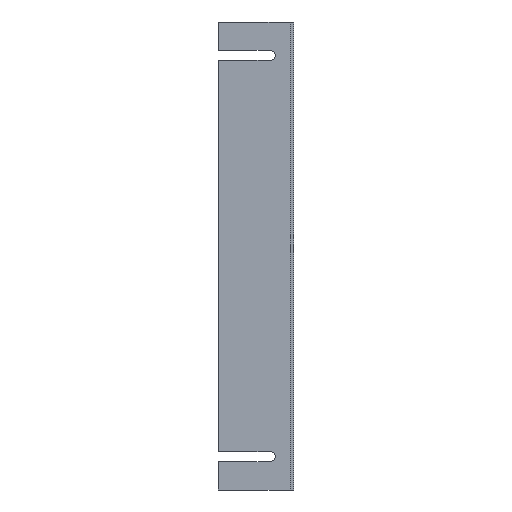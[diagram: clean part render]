
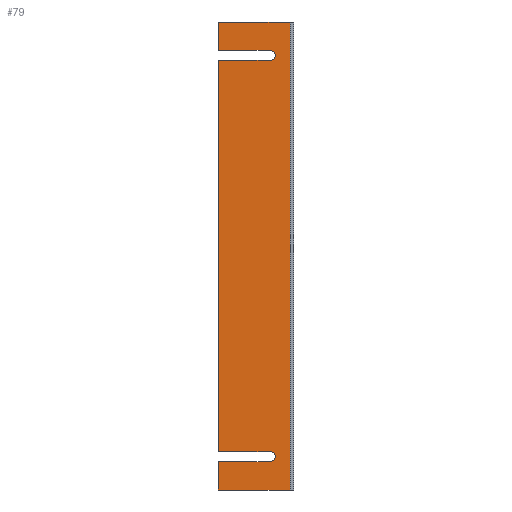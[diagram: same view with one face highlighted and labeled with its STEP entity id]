
A CAD part, left-side view. The second image highlights one B-rep face of the part: STEP entity #79.
In plain terms, the highlighted planar face has unit normal (-1, 0, 0).
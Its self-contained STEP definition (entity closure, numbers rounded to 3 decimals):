
#17 = DIRECTION ( 'NONE',  ( -1., 0., 0. ) ) ;
#20 = CARTESIAN_POINT ( 'NONE',  ( 140.814, 166.826, 23. ) ) ;
#24 = CARTESIAN_POINT ( 'NONE',  ( 140.814, 166.826, 257. ) ) ;
#32 = EDGE_CURVE ( 'NONE', #284, #225, #240, .T. ) ;
#45 = EDGE_CURVE ( 'NONE', #75, #368, #177, .T. ) ;
#48 = VERTEX_POINT ( 'NONE', #258 ) ;
#58 = ORIENTED_EDGE ( 'NONE', *, *, #342, .F. ) ;
#59 = DIRECTION ( 'NONE',  ( 0., 0., -1. ) ) ;
#75 = VERTEX_POINT ( 'NONE', #425 ) ;
#79 = ADVANCED_FACE ( 'NONE', ( #443 ), #168, .F. ) ;
#82 = VERTEX_POINT ( 'NONE', #613 ) ;
#83 = VECTOR ( 'NONE', #615, 1000. ) ;
#84 = LINE ( 'NONE', #569, #410 ) ;
#103 = CARTESIAN_POINT ( 'NONE',  ( 140.814, 166.826, 280. ) ) ;
#104 = LINE ( 'NONE', #128, #83 ) ;
#114 = VECTOR ( 'NONE', #560, 1000. ) ;
#123 = VECTOR ( 'NONE', #506, 1000. ) ;
#127 = EDGE_CURVE ( 'NONE', #284, #358, #104, .T. ) ;
#128 = CARTESIAN_POINT ( 'NONE',  ( 140.814, 135.826, 257. ) ) ;
#130 = VERTEX_POINT ( 'NONE', #438 ) ;
#137 = LINE ( 'NONE', #413, #572 ) ;
#145 = ORIENTED_EDGE ( 'NONE', *, *, #127, .F. ) ;
#146 = EDGE_CURVE ( 'NONE', #48, #130, #244, .T. ) ;
#149 = CARTESIAN_POINT ( 'NONE',  ( 140.814, 135.826, 17. ) ) ;
#153 = CARTESIAN_POINT ( 'NONE',  ( 140.814, 135.826, 23. ) ) ;
#157 = CARTESIAN_POINT ( 'NONE',  ( 140.814, 123.826, 280. ) ) ;
#158 = AXIS2_PLACEMENT_3D ( 'NONE', #274, #172, #440 ) ;
#168 = PLANE ( 'NONE',  #158 ) ;
#169 = LINE ( 'NONE', #103, #114 ) ;
#172 = DIRECTION ( 'NONE',  ( 1., 0., 0. ) ) ;
#173 = AXIS2_PLACEMENT_3D ( 'NONE', #363, #17, #312 ) ;
#175 = VECTOR ( 'NONE', #59, 1000. ) ;
#176 = EDGE_LOOP ( 'NONE', ( #503, #145, #484, #311, #58, #178, #221, #301, #365, #585, #549, #387 ) ) ;
#177 = LINE ( 'NONE', #349, #175 ) ;
#178 = ORIENTED_EDGE ( 'NONE', *, *, #437, .F. ) ;
#189 = VECTOR ( 'NONE', #552, 1000. ) ;
#208 = DIRECTION ( 'NONE',  ( 0., 0., 1. ) ) ;
#215 = VERTEX_POINT ( 'NONE', #364 ) ;
#216 = CIRCLE ( 'NONE', #333, 3. ) ;
#221 = ORIENTED_EDGE ( 'NONE', *, *, #45, .T. ) ;
#225 = VERTEX_POINT ( 'NONE', #20 ) ;
#240 = LINE ( 'NONE', #542, #189 ) ;
#244 = LINE ( 'NONE', #157, #488 ) ;
#247 = LINE ( 'NONE', #149, #123 ) ;
#257 = CARTESIAN_POINT ( 'NONE',  ( 140.814, 135.826, 20. ) ) ;
#258 = CARTESIAN_POINT ( 'NONE',  ( 140.814, 166.826, 280. ) ) ;
#265 = VERTEX_POINT ( 'NONE', #476 ) ;
#274 = CARTESIAN_POINT ( 'NONE',  ( 140.814, 123.826, 280. ) ) ;
#277 = DIRECTION ( 'NONE',  ( 0., -1., 0. ) ) ;
#283 = CARTESIAN_POINT ( 'NONE',  ( 140.814, 135.826, 17. ) ) ;
#284 = VERTEX_POINT ( 'NONE', #24 ) ;
#301 = ORIENTED_EDGE ( 'NONE', *, *, #633, .T. ) ;
#311 = ORIENTED_EDGE ( 'NONE', *, *, #360, .F. ) ;
#312 = DIRECTION ( 'NONE',  ( 0., 0., 1. ) ) ;
#323 = EDGE_CURVE ( 'NONE', #358, #215, #512, .T. ) ;
#333 = AXIS2_PLACEMENT_3D ( 'NONE', #257, #562, #208 ) ;
#337 = VERTEX_POINT ( 'NONE', #283 ) ;
#342 = EDGE_CURVE ( 'NONE', #337, #265, #216, .T. ) ;
#343 = EDGE_CURVE ( 'NONE', #130, #82, #137, .T. ) ;
#349 = CARTESIAN_POINT ( 'NONE',  ( 140.814, 166.826, 280. ) ) ;
#350 = VERTEX_POINT ( 'NONE', #508 ) ;
#358 = VERTEX_POINT ( 'NONE', #460 ) ;
#360 = EDGE_CURVE ( 'NONE', #265, #225, #522, .T. ) ;
#363 = CARTESIAN_POINT ( 'NONE',  ( 140.814, 135.826, 260. ) ) ;
#364 = CARTESIAN_POINT ( 'NONE',  ( 140.814, 135.826, 263. ) ) ;
#365 = ORIENTED_EDGE ( 'NONE', *, *, #343, .F. ) ;
#368 = VERTEX_POINT ( 'NONE', #604 ) ;
#382 = VECTOR ( 'NONE', #602, 1000. ) ;
#386 = EDGE_CURVE ( 'NONE', #48, #350, #169, .T. ) ;
#387 = ORIENTED_EDGE ( 'NONE', *, *, #590, .F. ) ;
#397 = LINE ( 'NONE', #436, #449 ) ;
#410 = VECTOR ( 'NONE', #553, 1000. ) ;
#413 = CARTESIAN_POINT ( 'NONE',  ( 140.814, 123.826, 280. ) ) ;
#422 = DIRECTION ( 'NONE',  ( 0., -1., 0. ) ) ;
#425 = CARTESIAN_POINT ( 'NONE',  ( 140.814, 166.826, 17. ) ) ;
#436 = CARTESIAN_POINT ( 'NONE',  ( 140.814, 123.826, 0. ) ) ;
#437 = EDGE_CURVE ( 'NONE', #75, #337, #247, .T. ) ;
#438 = CARTESIAN_POINT ( 'NONE',  ( 140.814, 123.826, 280. ) ) ;
#440 = DIRECTION ( 'NONE',  ( 0., 0., -1. ) ) ;
#443 = FACE_OUTER_BOUND ( 'NONE', #176, .T. ) ;
#449 = VECTOR ( 'NONE', #422, 1000. ) ;
#460 = CARTESIAN_POINT ( 'NONE',  ( 140.814, 135.826, 257. ) ) ;
#464 = DIRECTION ( 'NONE',  ( 0., 0., -1. ) ) ;
#476 = CARTESIAN_POINT ( 'NONE',  ( 140.814, 135.826, 23. ) ) ;
#484 = ORIENTED_EDGE ( 'NONE', *, *, #32, .T. ) ;
#488 = VECTOR ( 'NONE', #277, 1000. ) ;
#503 = ORIENTED_EDGE ( 'NONE', *, *, #323, .F. ) ;
#506 = DIRECTION ( 'NONE',  ( 0., -1., 0. ) ) ;
#508 = CARTESIAN_POINT ( 'NONE',  ( 140.814, 166.826, 263. ) ) ;
#512 = CIRCLE ( 'NONE', #173, 3. ) ;
#522 = LINE ( 'NONE', #153, #382 ) ;
#542 = CARTESIAN_POINT ( 'NONE',  ( 140.814, 166.826, 280. ) ) ;
#549 = ORIENTED_EDGE ( 'NONE', *, *, #386, .T. ) ;
#552 = DIRECTION ( 'NONE',  ( 0., 0., -1. ) ) ;
#553 = DIRECTION ( 'NONE',  ( 0., 1., 0. ) ) ;
#560 = DIRECTION ( 'NONE',  ( 0., 0., -1. ) ) ;
#562 = DIRECTION ( 'NONE',  ( -1., 0., 0. ) ) ;
#569 = CARTESIAN_POINT ( 'NONE',  ( 140.814, 135.826, 263. ) ) ;
#572 = VECTOR ( 'NONE', #464, 1000. ) ;
#585 = ORIENTED_EDGE ( 'NONE', *, *, #146, .F. ) ;
#590 = EDGE_CURVE ( 'NONE', #215, #350, #84, .T. ) ;
#602 = DIRECTION ( 'NONE',  ( 0., 1., 0. ) ) ;
#604 = CARTESIAN_POINT ( 'NONE',  ( 140.814, 166.826, 0. ) ) ;
#613 = CARTESIAN_POINT ( 'NONE',  ( 140.814, 123.826, 0. ) ) ;
#615 = DIRECTION ( 'NONE',  ( 0., -1., 0. ) ) ;
#633 = EDGE_CURVE ( 'NONE', #368, #82, #397, .T. ) ;
